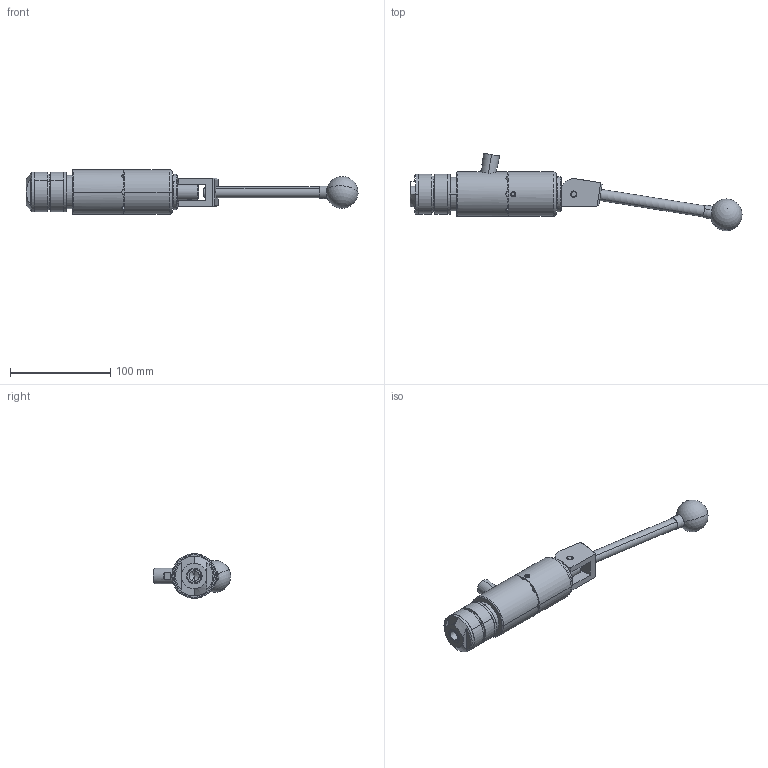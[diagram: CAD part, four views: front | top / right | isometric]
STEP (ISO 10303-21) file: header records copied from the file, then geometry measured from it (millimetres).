
FILE_DESCRIPTION (( 'STEP AP214' ), '1' );
FILE_NAME ('CTSC-003589.STEP', '2025-05-28T14:31:52', ( '' ), ( '' ), 'SwSTEP 2.0', 'SolidWorks 2023', '' );
FILE_SCHEMA (( 'AUTOMOTIVE_DESIGN' ));
Length unit declared in the file: inch
Products named in the file (1): CTSC-003589
Bounding box: 331.23 x 77.27 x 44.45 mm (x, y, z)
Volume: 252516 mm3; surface area: 59558.3 mm2
Topology: 10 solids, 10 shells, 293 faces, 711 edges, 449 vertices
Faces by surface type: cylinder 120, plane 108, cone 44, torus 16, bspline 3, sphere 2
Entity records: 14024 total; most frequent: CARTESIAN_POINT 3400, DIRECTION 1440, ORIENTED_EDGE 1396, EDGE_CURVE 698, AXIS2_PLACEMENT_3D 573, VERTEX_POINT 444, EDGE_LOOP 332, DIMENSIONAL_EXPONENTS 295
